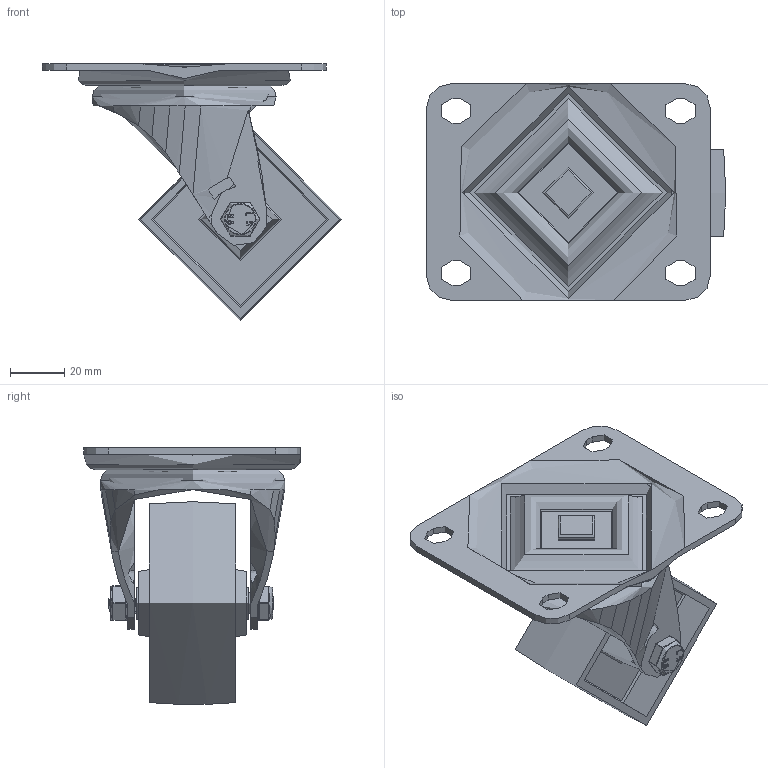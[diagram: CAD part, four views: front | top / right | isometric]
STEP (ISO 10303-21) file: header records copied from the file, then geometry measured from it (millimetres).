
FILE_DESCRIPTION(/* description */ (''),/* implementation_level */ '2;1');
FILE_NAME(/* name */ 'BZH75CI.step',/* time_stamp */ '2024-05-03T10:10:10+01:00',/* author */ (''),/* organization */ (''),/* preprocessor_version */ 'ST-DEVELOPER v20',/* originating_system */ 'Autodesk Translation Framework v12.20.1.177',/* authorisation */ '');
FILE_SCHEMA (('AUTOMOTIVE_DESIGN { 1 0 10303 214 3 1 1 }'));
Length unit declared in the file: millimetre
Products named in the file (12): BZH75CI; BZH75AS v1; ZINC PLATED, PRESSED STEEL TOP PLATE; ZINC PLATED, PRESSED STEEL FORKS; BZMM75WCI v1; CAST IRON WHEEL; TUBEM12X40 v1; ZINC PLATED STEEL TUBE; HEXBOLTM8X55Z8.8 v2; GRADE 8.8 ZINC PLATED BOLT; NM8GR8FULLZHT v1; M8 NUT
Assembly tree (11 placements, depth 3):
  BZH75CI
    BZH75AS v1
      ZINC PLATED, PRESSED STEEL TOP PLATE
      ZINC PLATED, PRESSED STEEL FORKS
    BZMM75WCI v1
      CAST IRON WHEEL
    TUBEM12X40 v1
      ZINC PLATED STEEL TUBE
    HEXBOLTM8X55Z8.8 v2
      GRADE 8.8 ZINC PLATED BOLT
    NM8GR8FULLZHT v1
      M8 NUT
Bounding box: 110.7 x 80 x 94.92 mm (x, y, z)
Volume: 115722.2 mm3; surface area: 68341.6 mm2
Topology: 7 solids, 7 shells, 367 faces, 918 edges, 576 vertices
Faces by surface type: cylinder 127, plane 117, bspline 58, sphere 24, torus 22, cone 19
Full cylindrical faces by diameter (mm): 0.664 x2, 6.446 x7, 7.866 x13, 8 x2, 8.2 x2, 8.4 x1, 11.5 x1, 11.9 x1, 12.2 x1, 14 x2, 15.5 x1, 16 x1, 18.908 x1, 24 x1, 37.4 x1, 63 x1, 65.5 x2, 68 x1
Entity records: 19885 total; most frequent: CARTESIAN_POINT 11183, ORIENTED_EDGE 1824, DIRECTION 1655, EDGE_CURVE 912, AXIS2_PLACEMENT_3D 659, VERTEX_POINT 576, EDGE_LOOP 410, FACE_OUTER_BOUND 367
